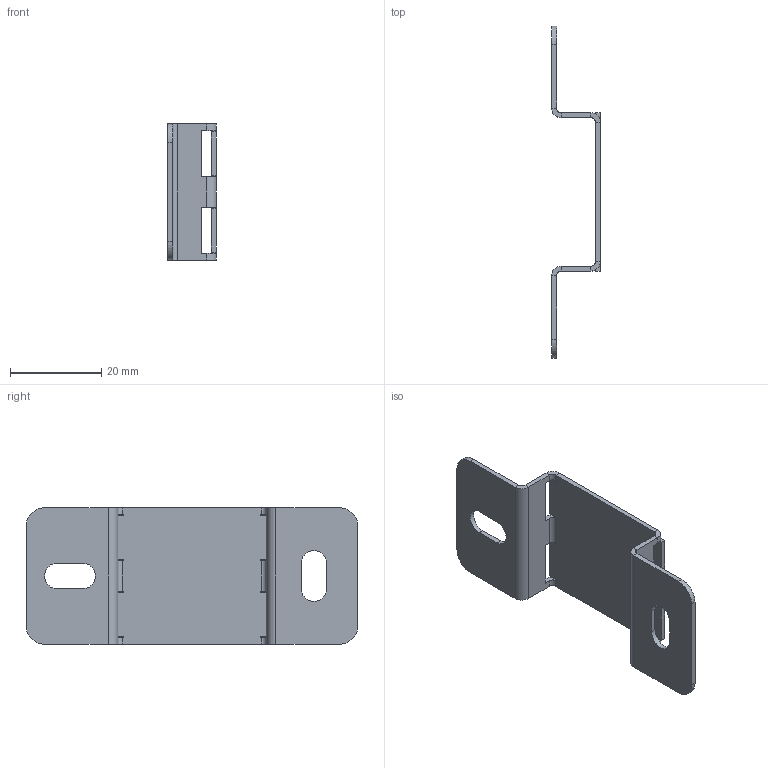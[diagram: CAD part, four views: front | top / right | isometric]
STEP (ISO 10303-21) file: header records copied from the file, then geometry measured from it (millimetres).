
FILE_DESCRIPTION((''),'2;1');
FILE_NAME('156630_SW','2011-04-06T',('banengservice'),('BANNER ENGINEERING'),'PRO/ENGINEER BY PARAMETRIC TECHNOLOGY CORPORATION, 2009141','PRO/ENGINEER BY PARAMETRIC TECHNOLOGY CORPORATION, 2009141','');
FILE_SCHEMA(('CONFIG_CONTROL_DESIGN'));
Length unit declared in the file: inch
Products named in the file (1): 156630_SW
Bounding box: 10.67 x 72.9 x 29.97 mm (x, y, z)
Volume: 2650.5 mm3; surface area: 5417.2 mm2
Topology: 1 solids, 1 shells, 90 faces, 256 edges, 160 vertices
Faces by surface type: plane 66, cylinder 24
Entity records: 2936 total; most frequent: ORIENTED_EDGE 512, CARTESIAN_POINT 506, DIRECTION 484, EDGE_CURVE 256, VECTOR 208, LINE 208, VERTEX_POINT 160, AXIS2_PLACEMENT_3D 138
